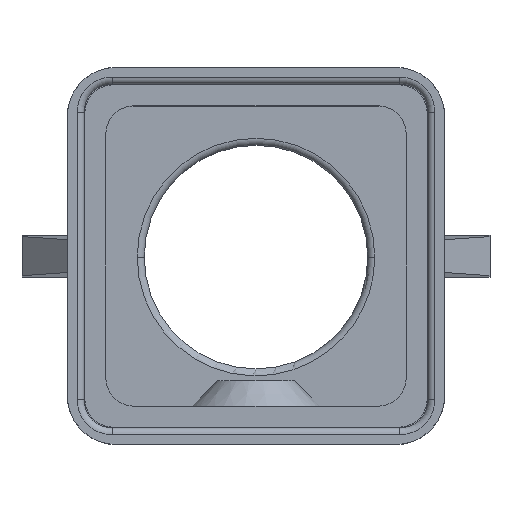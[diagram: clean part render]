
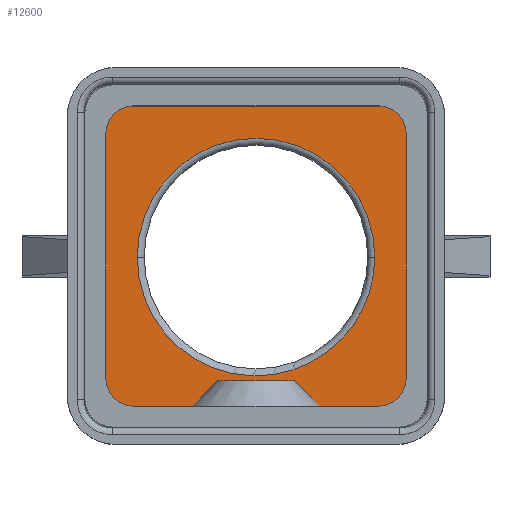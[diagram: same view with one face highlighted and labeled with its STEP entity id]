
A CAD part, top view. The second image highlights one B-rep face of the part: STEP entity #12600.
In plain terms, the highlighted face is planar.
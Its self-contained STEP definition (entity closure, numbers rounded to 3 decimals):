
#250=CARTESIAN_POINT('',(39.716,49.259,43.5));
#260=VERTEX_POINT('',#250);
#310=CARTESIAN_POINT('',(45.216,49.259,43.5));
#320=DIRECTION('',(-1.,0.,0.));
#330=VECTOR('',#320,1.);
#340=LINE('',#310,#330);
#350=CARTESIAN_POINT('',(45.216,49.259,43.5));
#360=VERTEX_POINT('',#350);
#370=EDGE_CURVE('',#360,#260,#340,.T.);
#780=CARTESIAN_POINT('',(-4.043,0.,43.5));
#790=DIRECTION('',(0.707,0.707,0.));
#800=VECTOR('',#790,1.);
#810=LINE('',#780,#800);
#820=CARTESIAN_POINT('',(47.116,51.159,43.5));
#830=VERTEX_POINT('',#820);
#840=EDGE_CURVE('',#360,#830,#810,.T.);
#11500=CARTESIAN_POINT('',(44.169,51.266,43.5));
#11510=DIRECTION('',(0.,0.,1.));
#11520=DIRECTION('',(1.,0.,0.));
#11530=AXIS2_PLACEMENT_3D('',#11500,#11510,#11520);
#11540=PLANE('',#11530);
#11550=CARTESIAN_POINT('',(42.466,40.359,43.5));
#11560=DIRECTION('',(0.,0.,1.));
#11570=DIRECTION('',(1.,0.,0.));
#11580=AXIS2_PLACEMENT_3D('',#11550,#11560,#11570);
#11590=CIRCLE('',#11580,8.5);
#11600=CARTESIAN_POINT('',(33.966,40.359,43.5));
#11610=VERTEX_POINT('',#11600);
#11620=CARTESIAN_POINT('',(50.966,40.359,43.5));
#11630=VERTEX_POINT('',#11620);
#11640=EDGE_CURVE('',#11610,#11630,#11590,.T.);
#11650=ORIENTED_EDGE('',*,*,#11640,.T.);
#11660=CARTESIAN_POINT('',(48.679,46.159,43.5));
#11670=VERTEX_POINT('',#11660);
#11680=EDGE_CURVE('',#11670,#11610,#11590,.T.);
#11690=ORIENTED_EDGE('',*,*,#11680,.T.);
#11700=EDGE_CURVE('',#11630,#11670,#11590,.T.);
#11710=ORIENTED_EDGE('',*,*,#11700,.T.);
#11720=EDGE_LOOP('',(#11710,#11690,#11650));
#11730=FACE_BOUND('',#11720,.T.);
#11740=CARTESIAN_POINT('',(51.266,31.559,43.5));
#11750=DIRECTION('',(0.,0.,1.));
#11760=DIRECTION('',(1.,0.,-0.));
#11770=AXIS2_PLACEMENT_3D('',#11740,#11750,#11760);
#11780=CIRCLE('',#11770,2.);
#11790=CARTESIAN_POINT('',(51.266,29.559,43.5));
#11800=VERTEX_POINT('',#11790);
#11810=CARTESIAN_POINT('',(53.266,31.559,43.5));
#11820=VERTEX_POINT('',#11810);
#11830=EDGE_CURVE('',#11800,#11820,#11780,.T.);
#11840=ORIENTED_EDGE('',*,*,#11830,.F.);
#11850=CARTESIAN_POINT('',(53.266,0.,43.5));
#11860=DIRECTION('',(0.,1.,-0.));
#11870=VECTOR('',#11860,1.);
#11880=LINE('',#11850,#11870);
#11890=CARTESIAN_POINT('',(53.266,49.159,43.5));
#11900=VERTEX_POINT('',#11890);
#11910=EDGE_CURVE('',#11820,#11900,#11880,.T.);
#11920=ORIENTED_EDGE('',*,*,#11910,.F.);
#11930=CARTESIAN_POINT('',(51.266,49.159,43.5));
#11940=DIRECTION('',(0.,0.,1.));
#11950=DIRECTION('',(1.,0.,-0.));
#11960=AXIS2_PLACEMENT_3D('',#11930,#11940,#11950);
#11970=CIRCLE('',#11960,2.);
#11980=CARTESIAN_POINT('',(51.266,51.159,43.5));
#11990=VERTEX_POINT('',#11980);
#12000=EDGE_CURVE('',#11900,#11990,#11970,.T.);
#12010=ORIENTED_EDGE('',*,*,#12000,.F.);
#12020=CARTESIAN_POINT('',(0.,51.159,43.5));
#12030=DIRECTION('',(-1.,0.,0.));
#12040=VECTOR('',#12030,1.);
#12050=LINE('',#12020,#12040);
#12060=EDGE_CURVE('',#11990,#830,#12050,.T.);
#12070=ORIENTED_EDGE('',*,*,#12060,.F.);
#12080=ORIENTED_EDGE('',*,*,#840,.T.);
#12090=ORIENTED_EDGE('',*,*,#370,.F.);
#12100=CARTESIAN_POINT('',(88.975,0.,43.5));
#12110=DIRECTION('',(0.707,-0.707,0.));
#12120=VECTOR('',#12110,1.);
#12130=LINE('',#12100,#12120);
#12140=CARTESIAN_POINT('',(37.816,51.159,43.5));
#12150=VERTEX_POINT('',#12140);
#12160=EDGE_CURVE('',#12150,#260,#12130,.T.);
#12170=ORIENTED_EDGE('',*,*,#12160,.T.);
#12180=CARTESIAN_POINT('',(0.,51.159,43.5));
#12190=DIRECTION('',(-1.,0.,0.));
#12200=VECTOR('',#12190,1.);
#12210=LINE('',#12180,#12200);
#12220=CARTESIAN_POINT('',(33.666,51.159,43.5));
#12230=VERTEX_POINT('',#12220);
#12240=EDGE_CURVE('',#12150,#12230,#12210,.T.);
#12250=ORIENTED_EDGE('',*,*,#12240,.F.);
#12260=CARTESIAN_POINT('',(33.666,49.159,43.5));
#12270=DIRECTION('',(-0.,0.,1.));
#12280=DIRECTION('',(1.,0.,0.));
#12290=AXIS2_PLACEMENT_3D('',#12260,#12270,#12280);
#12300=CIRCLE('',#12290,2.);
#12310=CARTESIAN_POINT('',(31.666,49.159,43.5));
#12320=VERTEX_POINT('',#12310);
#12330=EDGE_CURVE('',#12230,#12320,#12300,.T.);
#12340=ORIENTED_EDGE('',*,*,#12330,.F.);
#12350=CARTESIAN_POINT('',(31.666,0.,43.5));
#12360=DIRECTION('',(0.,-1.,0.));
#12370=VECTOR('',#12360,1.);
#12380=LINE('',#12350,#12370);
#12390=CARTESIAN_POINT('',(31.666,31.559,43.5));
#12400=VERTEX_POINT('',#12390);
#12410=EDGE_CURVE('',#12320,#12400,#12380,.T.);
#12420=ORIENTED_EDGE('',*,*,#12410,.F.);
#12430=CARTESIAN_POINT('',(33.666,31.559,43.5));
#12440=DIRECTION('',(-0.,0.,1.));
#12450=DIRECTION('',(1.,0.,0.));
#12460=AXIS2_PLACEMENT_3D('',#12430,#12440,#12450);
#12470=CIRCLE('',#12460,2.);
#12480=CARTESIAN_POINT('',(33.666,29.559,43.5));
#12490=VERTEX_POINT('',#12480);
#12500=EDGE_CURVE('',#12400,#12490,#12470,.T.);
#12510=ORIENTED_EDGE('',*,*,#12500,.F.);
#12520=CARTESIAN_POINT('',(0.,29.559,43.5));
#12530=DIRECTION('',(1.,0.,-0.));
#12540=VECTOR('',#12530,1.);
#12550=LINE('',#12520,#12540);
#12560=EDGE_CURVE('',#12490,#11800,#12550,.T.);
#12570=ORIENTED_EDGE('',*,*,#12560,.F.);
#12580=EDGE_LOOP('',(#12570,#12510,#12420,#12340,#12250,#12170,#12090,
#12080,#12070,#12010,#11920,#11840));
#12590=FACE_OUTER_BOUND('',#12580,.T.);
#12600=ADVANCED_FACE('',(#11730,#12590),#11540,.F.);
